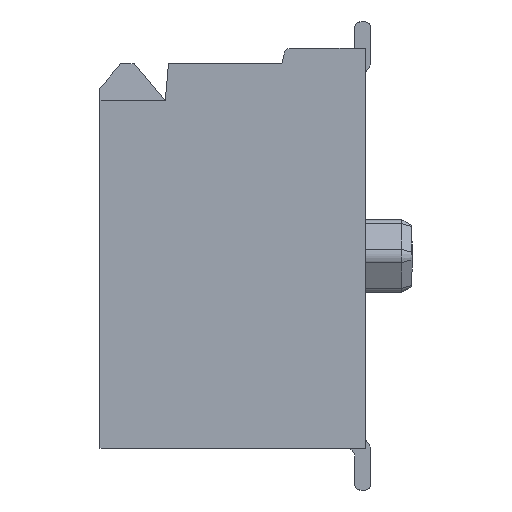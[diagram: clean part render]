
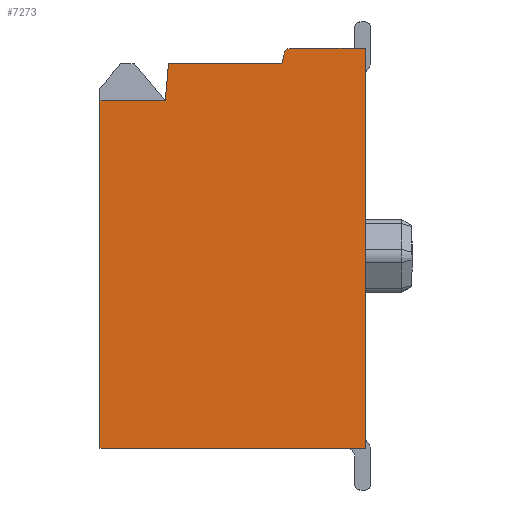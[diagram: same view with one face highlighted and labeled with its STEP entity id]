
A CAD part, left-side view. The second image highlights one B-rep face of the part: STEP entity #7273.
In plain terms, the highlighted planar face has unit normal (-1, 0, 0).
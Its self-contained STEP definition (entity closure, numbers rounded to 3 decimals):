
#134=DIRECTION('',(0.,-1.,0.));
#135=VECTOR('',#134,1.255);
#136=CARTESIAN_POINT('',(-5.5,2.55,-1.015));
#137=LINE('',#136,#135);
#138=DIRECTION('',(0.,-0.087,0.996));
#139=VECTOR('',#138,0.718);
#140=CARTESIAN_POINT('',(-5.5,1.295,-1.015));
#141=LINE('',#140,#139);
#142=DIRECTION('',(0.,-1.,0.));
#143=VECTOR('',#142,2.182);
#144=CARTESIAN_POINT('',(-5.5,1.232,-0.3));
#145=LINE('',#144,#143);
#146=DIRECTION('',(0.,-0.208,0.978));
#147=VECTOR('',#146,0.185);
#148=CARTESIAN_POINT('',(-5.5,-0.95,-0.3));
#149=LINE('',#148,#147);
#150=CARTESIAN_POINT('',(-5.5,-1.135,-0.15));
#151=DIRECTION('',(1.,0.,0.));
#152=DIRECTION('',(0.,0.978,0.208));
#153=AXIS2_PLACEMENT_3D('',#150,#151,#152);
#155=DIRECTION('',(0.,-1.,0.));
#156=VECTOR('',#155,1.415);
#157=CARTESIAN_POINT('',(-5.5,-1.135,0.));
#158=LINE('',#157,#156);
#159=DIRECTION('',(0.,0.,-1.));
#160=VECTOR('',#159,7.7);
#161=CARTESIAN_POINT('',(-5.5,-2.55,0.));
#162=LINE('',#161,#160);
#163=DIRECTION('',(0.,1.,0.));
#164=VECTOR('',#163,5.1);
#165=CARTESIAN_POINT('',(-5.5,-2.55,-7.7));
#166=LINE('',#165,#164);
#167=DIRECTION('',(0.,0.,1.));
#168=VECTOR('',#167,6.685);
#169=CARTESIAN_POINT('',(-5.5,2.55,-7.7));
#170=LINE('',#169,#168);
#5568=CARTESIAN_POINT('',(-5.5,-2.55,0.));
#5569=CARTESIAN_POINT('',(-5.5,-2.55,-7.7));
#5570=VERTEX_POINT('',#5568);
#5571=VERTEX_POINT('',#5569);
#5572=CARTESIAN_POINT('',(-5.5,2.55,-7.7));
#5573=VERTEX_POINT('',#5572);
#5574=CARTESIAN_POINT('',(-5.5,1.232,-0.3));
#5575=CARTESIAN_POINT('',(-5.5,-0.95,-0.3));
#5576=VERTEX_POINT('',#5574);
#5577=VERTEX_POINT('',#5575);
#5578=CARTESIAN_POINT('',(-5.5,-1.135,0.));
#5579=VERTEX_POINT('',#5578);
#5600=CARTESIAN_POINT('',(-5.5,-0.989,-0.119));
#5601=VERTEX_POINT('',#5600);
#5612=CARTESIAN_POINT('',(-5.5,2.55,-1.015));
#5613=CARTESIAN_POINT('',(-5.5,1.295,-1.015));
#5614=VERTEX_POINT('',#5612);
#5615=VERTEX_POINT('',#5613);
#7248=CARTESIAN_POINT('',(-5.5,0.,0.));
#7249=DIRECTION('',(1.,0.,0.));
#7250=DIRECTION('',(0.,0.,-1.));
#7251=AXIS2_PLACEMENT_3D('',#7248,#7249,#7250);
#7252=PLANE('',#7251);
#7254=ORIENTED_EDGE('',*,*,#7253,.T.);
#7256=ORIENTED_EDGE('',*,*,#7255,.T.);
#7258=ORIENTED_EDGE('',*,*,#7257,.T.);
#7260=ORIENTED_EDGE('',*,*,#7259,.T.);
#7262=ORIENTED_EDGE('',*,*,#7261,.T.);
#7264=ORIENTED_EDGE('',*,*,#7263,.T.);
#7266=ORIENTED_EDGE('',*,*,#7265,.T.);
#7268=ORIENTED_EDGE('',*,*,#7267,.T.);
#7270=ORIENTED_EDGE('',*,*,#7269,.T.);
#7271=EDGE_LOOP('',(#7254,#7256,#7258,#7260,#7262,#7264,#7266,#7268,#7270));
#7272=FACE_OUTER_BOUND('',#7271,.F.);
#154=CIRCLE('',#153,0.15);
#7253=EDGE_CURVE('',#5614,#5615,#137,.T.);
#7255=EDGE_CURVE('',#5615,#5576,#141,.T.);
#7257=EDGE_CURVE('',#5576,#5577,#145,.T.);
#7259=EDGE_CURVE('',#5577,#5601,#149,.T.);
#7261=EDGE_CURVE('',#5601,#5579,#154,.T.);
#7263=EDGE_CURVE('',#5579,#5570,#158,.T.);
#7265=EDGE_CURVE('',#5570,#5571,#162,.T.);
#7267=EDGE_CURVE('',#5571,#5573,#166,.T.);
#7269=EDGE_CURVE('',#5573,#5614,#170,.T.);
#7273=ADVANCED_FACE('',(#7272),#7252,.F.);
